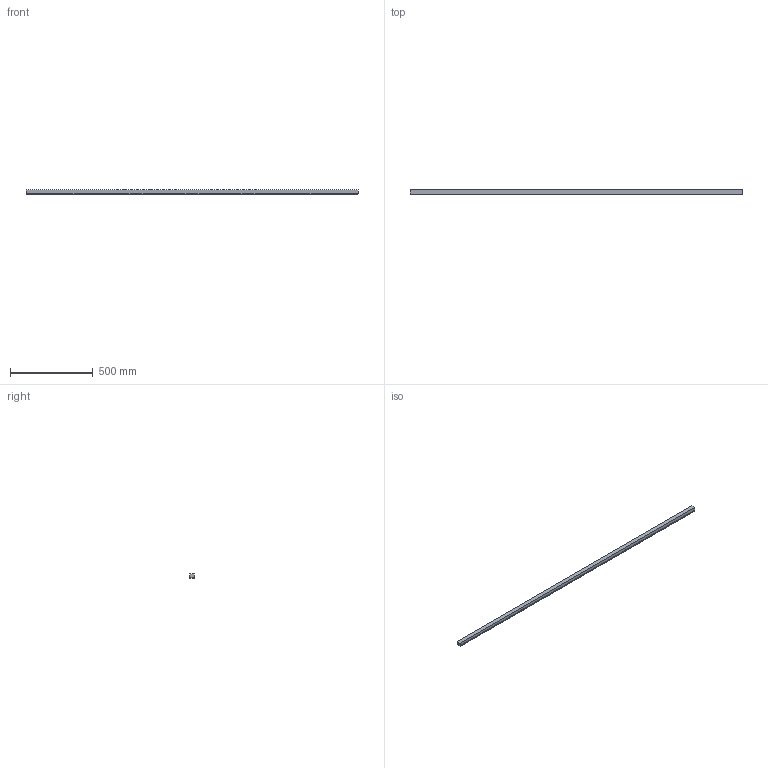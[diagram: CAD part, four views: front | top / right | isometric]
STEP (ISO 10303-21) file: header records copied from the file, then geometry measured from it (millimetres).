
FILE_DESCRIPTION(('STEP AP214'),'1');
FILE_NAME('146-025-020.stp','2017-07-31T11:11:16',('TraceParts'),('TraceParts S.A.'),'Spatial InterOp 3D',' ',' ');
FILE_SCHEMA(('automotive_design'));
Length unit declared in the file: millimetre
Products named in the file (1): 146-025-020
Bounding box: 2002.26 x 25 x 24.75 mm (x, y, z)
Volume: 1106306.1 mm3; surface area: 239791.6 mm2
Topology: 1 solids, 1 shells, 1026 faces, 3072 edges, 2048 vertices
Faces by surface type: plane 1026
Entity records: 42049 total; most frequent: CARTESIAN_POINT 6147, ORIENTED_EDGE 6144, DIRECTION 5126, EDGE_CURVE 3072, LINE 3072, VECTOR 3072, VERTEX_POINT 2048, STYLED_ITEM 1027
